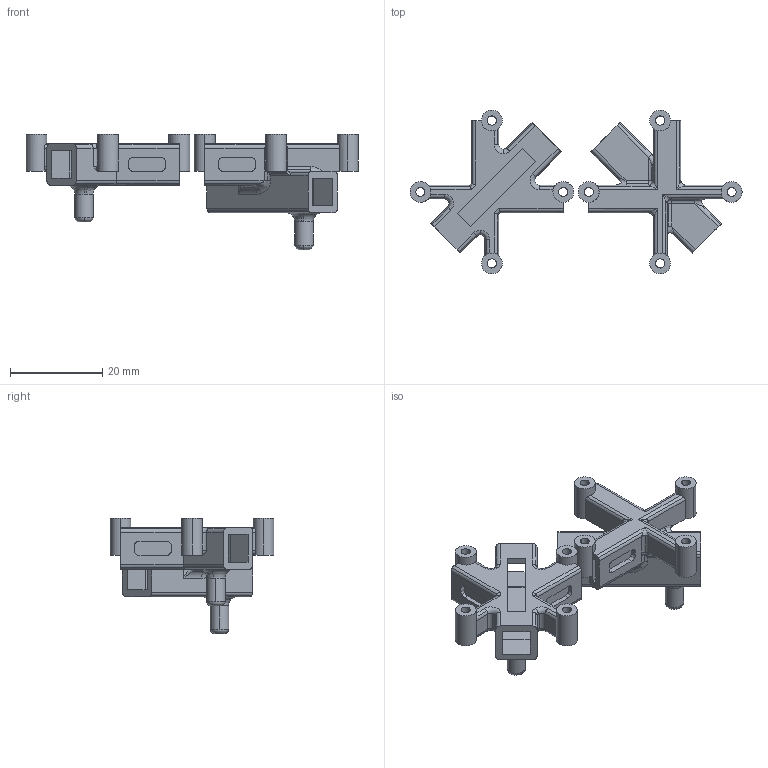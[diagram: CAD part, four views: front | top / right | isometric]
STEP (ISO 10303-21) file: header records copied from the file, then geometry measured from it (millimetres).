
FILE_DESCRIPTION((''),' ');
FILE_NAME('light_quad3_motormounts_31mm.stp',' ',('Felix Schill'),('Scinamics'),' ','ACIS 14.0',' ');
FILE_SCHEMA(('automotive_design'));
Length unit declared in the file: inch
Products named in the file (2): Part_2147212409; Part_2147214826
Bounding box: 72 x 35.5 x 25 mm (x, y, z)
Volume: 5680.8 mm3; surface area: 7540.8 mm2
Topology: 2 solids, 2 shells, 396 faces, 1109 edges, 708 vertices
Faces by surface type: cylinder 208, plane 138, torus 27, bspline 21, sphere 2
Entity records: 27455 total; most frequent: CARTESIAN_POINT 4808, DIRECTION 2220, STYLED_ITEM 2206, PRESENTATION_STYLE_ASSIGNMENT 2206, COLOUR_RGB 2206, ORIENTED_EDGE 2200, EDGE_CURVE 1100, CURVE_STYLE 1100
